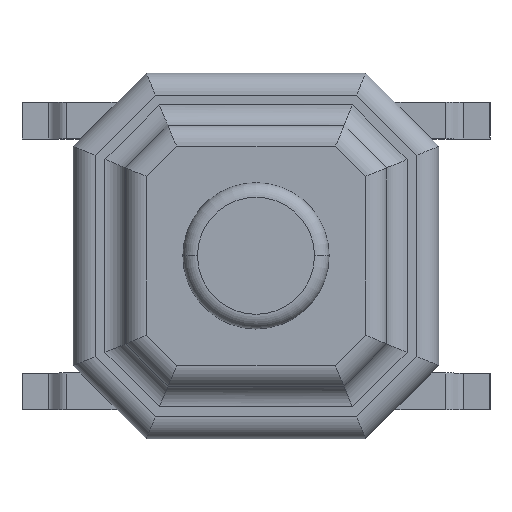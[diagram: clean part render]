
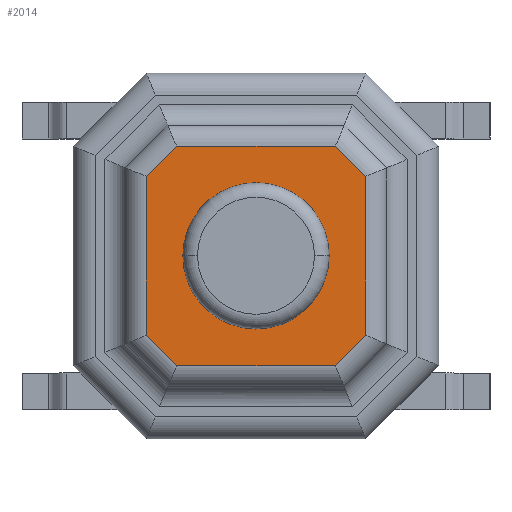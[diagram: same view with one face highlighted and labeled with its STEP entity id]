
A CAD part, top view. The second image highlights one B-rep face of the part: STEP entity #2014.
In plain terms, the highlighted planar face has unit normal (0, 0, 1).
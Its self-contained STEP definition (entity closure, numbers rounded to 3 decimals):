
#125 = VECTOR ( 'NONE', #2618, 1000. ) ;
#192 = VECTOR ( 'NONE', #197, 1000. ) ;
#197 = DIRECTION ( 'NONE',  ( 0.707, 0.707, 0. ) ) ;
#212 = DIRECTION ( 'NONE',  ( 0.707, -0.707, 0. ) ) ;
#294 = DIRECTION ( 'NONE',  ( -1., 0., 0. ) ) ;
#302 = EDGE_CURVE ( 'NONE', #1569, #1375, #1401, .T. ) ;
#355 = CARTESIAN_POINT ( 'NONE',  ( -1.5, -1.21, 1.2 ) ) ;
#360 = ORIENTED_EDGE ( 'NONE', *, *, #768, .T. ) ;
#375 = DIRECTION ( 'NONE',  ( 0., 0., 1. ) ) ;
#390 = EDGE_CURVE ( 'NONE', #2237, #904, #2743, .T. ) ;
#467 = EDGE_CURVE ( 'NONE', #904, #832, #1644, .T. ) ;
#512 = VECTOR ( 'NONE', #2490, 1000. ) ;
#617 = EDGE_CURVE ( 'NONE', #1375, #2080, #2423, .T. ) ;
#621 = VERTEX_POINT ( 'NONE', #898 ) ;
#630 = VECTOR ( 'NONE', #1547, 1000. ) ;
#656 = EDGE_CURVE ( 'NONE', #797, #1867, #1011, .T. ) ;
#731 = CARTESIAN_POINT ( 'NONE',  ( 0., 0., 1.2 ) ) ;
#758 = ORIENTED_EDGE ( 'NONE', *, *, #1841, .T. ) ;
#759 = AXIS2_PLACEMENT_3D ( 'NONE', #1963, #2628, #2608 ) ;
#768 = EDGE_CURVE ( 'NONE', #2388, #1569, #1433, .T. ) ;
#797 = VERTEX_POINT ( 'NONE', #913 ) ;
#810 = CIRCLE ( 'NONE', #1093, 1. ) ;
#832 = VERTEX_POINT ( 'NONE', #1865 ) ;
#869 = PLANE ( 'NONE',  #759 ) ;
#892 = CARTESIAN_POINT ( 'NONE',  ( 1.588, -0.998, 1.2 ) ) ;
#898 = CARTESIAN_POINT ( 'NONE',  ( 1.086, -1.5, 1.2 ) ) ;
#904 = VERTEX_POINT ( 'NONE', #1726 ) ;
#913 = CARTESIAN_POINT ( 'NONE',  ( -1., 0., 1.2 ) ) ;
#931 = FACE_BOUND ( 'NONE', #1843, .T. ) ;
#941 = CARTESIAN_POINT ( 'NONE',  ( -0.998, -1.588, 1.2 ) ) ;
#961 = DIRECTION ( 'NONE',  ( 1., 0., 0. ) ) ;
#1011 = CIRCLE ( 'NONE', #2754, 1. ) ;
#1081 = CARTESIAN_POINT ( 'NONE',  ( 0.998, 1.588, 1.2 ) ) ;
#1093 = AXIS2_PLACEMENT_3D ( 'NONE', #2581, #375, #1951 ) ;
#1124 = CARTESIAN_POINT ( 'NONE',  ( 1.5, 1.21, 1.2 ) ) ;
#1134 = EDGE_CURVE ( 'NONE', #621, #2237, #2516, .T. ) ;
#1140 = ORIENTED_EDGE ( 'NONE', *, *, #656, .F. ) ;
#1231 = FACE_OUTER_BOUND ( 'NONE', #2142, .T. ) ;
#1274 = CARTESIAN_POINT ( 'NONE',  ( -1.5, 1.086, 1.2 ) ) ;
#1327 = CARTESIAN_POINT ( 'NONE',  ( -1.086, 1.5, 1.2 ) ) ;
#1375 = VERTEX_POINT ( 'NONE', #1798 ) ;
#1401 = LINE ( 'NONE', #355, #2496 ) ;
#1433 = LINE ( 'NONE', #2798, #630 ) ;
#1524 = LINE ( 'NONE', #2732, #512 ) ;
#1547 = DIRECTION ( 'NONE',  ( -0.707, -0.707, 0. ) ) ;
#1569 = VERTEX_POINT ( 'NONE', #1274 ) ;
#1644 = LINE ( 'NONE', #1081, #125 ) ;
#1645 = CARTESIAN_POINT ( 'NONE',  ( -1.21, 1.5, 1.2 ) ) ;
#1726 = CARTESIAN_POINT ( 'NONE',  ( 1.5, 1.086, 1.2 ) ) ;
#1798 = CARTESIAN_POINT ( 'NONE',  ( -1.5, -1.086, 1.2 ) ) ;
#1837 = ORIENTED_EDGE ( 'NONE', *, *, #617, .T. ) ;
#1841 = EDGE_CURVE ( 'NONE', #2080, #621, #1524, .T. ) ;
#1843 = EDGE_LOOP ( 'NONE', ( #1140, #2082 ) ) ;
#1865 = CARTESIAN_POINT ( 'NONE',  ( 1.086, 1.5, 1.2 ) ) ;
#1867 = VERTEX_POINT ( 'NONE', #2274 ) ;
#1905 = VECTOR ( 'NONE', #294, 1000. ) ;
#1943 = CARTESIAN_POINT ( 'NONE',  ( -1.086, -1.5, 1.2 ) ) ;
#1951 = DIRECTION ( 'NONE',  ( 1., 0., 0. ) ) ;
#1963 = CARTESIAN_POINT ( 'NONE',  ( 0., 0., 1.2 ) ) ;
#1993 = DIRECTION ( 'NONE',  ( 0., 1., 0. ) ) ;
#2014 = ADVANCED_FACE ( 'NONE', ( #1231, #931 ), #869, .T. ) ;
#2016 = ORIENTED_EDGE ( 'NONE', *, *, #467, .T. ) ;
#2080 = VERTEX_POINT ( 'NONE', #1943 ) ;
#2082 = ORIENTED_EDGE ( 'NONE', *, *, #2638, .F. ) ;
#2142 = EDGE_LOOP ( 'NONE', ( #2787, #360, #2386, #1837, #758, #2784, #2605, #2016 ) ) ;
#2168 = VECTOR ( 'NONE', #1993, 1000. ) ;
#2237 = VERTEX_POINT ( 'NONE', #2275 ) ;
#2274 = CARTESIAN_POINT ( 'NONE',  ( 1., 0., 1.2 ) ) ;
#2275 = CARTESIAN_POINT ( 'NONE',  ( 1.5, -1.086, 1.2 ) ) ;
#2282 = DIRECTION ( 'NONE',  ( 0., 0., 1. ) ) ;
#2285 = EDGE_CURVE ( 'NONE', #832, #2388, #2469, .T. ) ;
#2386 = ORIENTED_EDGE ( 'NONE', *, *, #302, .T. ) ;
#2388 = VERTEX_POINT ( 'NONE', #1327 ) ;
#2423 = LINE ( 'NONE', #941, #2494 ) ;
#2469 = LINE ( 'NONE', #1645, #1905 ) ;
#2490 = DIRECTION ( 'NONE',  ( 1., 0., 0. ) ) ;
#2494 = VECTOR ( 'NONE', #212, 1000. ) ;
#2496 = VECTOR ( 'NONE', #2589, 1000. ) ;
#2516 = LINE ( 'NONE', #892, #192 ) ;
#2581 = CARTESIAN_POINT ( 'NONE',  ( 0., 0., 1.2 ) ) ;
#2589 = DIRECTION ( 'NONE',  ( 0., -1., 0. ) ) ;
#2605 = ORIENTED_EDGE ( 'NONE', *, *, #390, .T. ) ;
#2608 = DIRECTION ( 'NONE',  ( 1., 0., 0. ) ) ;
#2618 = DIRECTION ( 'NONE',  ( -0.707, 0.707, 0. ) ) ;
#2628 = DIRECTION ( 'NONE',  ( 0., 0., 1. ) ) ;
#2638 = EDGE_CURVE ( 'NONE', #1867, #797, #810, .T. ) ;
#2732 = CARTESIAN_POINT ( 'NONE',  ( 1.21, -1.5, 1.2 ) ) ;
#2743 = LINE ( 'NONE', #1124, #2168 ) ;
#2754 = AXIS2_PLACEMENT_3D ( 'NONE', #731, #2282, #961 ) ;
#2784 = ORIENTED_EDGE ( 'NONE', *, *, #1134, .T. ) ;
#2787 = ORIENTED_EDGE ( 'NONE', *, *, #2285, .T. ) ;
#2798 = CARTESIAN_POINT ( 'NONE',  ( -1.588, 0.998, 1.2 ) ) ;
